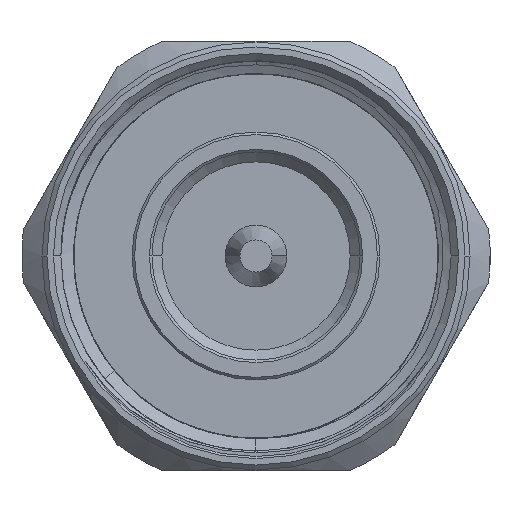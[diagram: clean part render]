
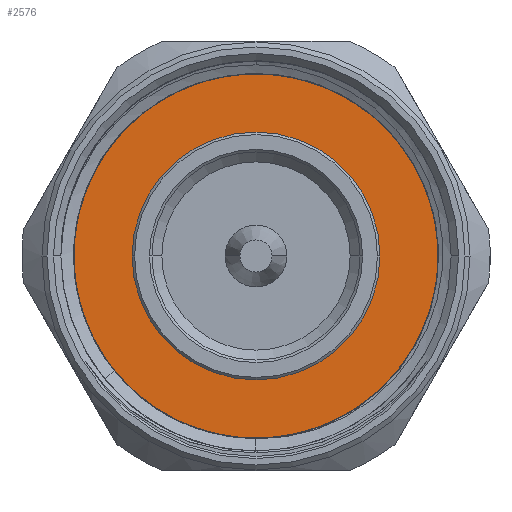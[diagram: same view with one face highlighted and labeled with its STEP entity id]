
A CAD part, left-side view. The second image highlights one B-rep face of the part: STEP entity #2576.
In plain terms, the highlighted planar face has unit normal (-1, 0, 0).
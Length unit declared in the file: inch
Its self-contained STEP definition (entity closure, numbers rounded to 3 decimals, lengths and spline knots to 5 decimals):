
#120 = LINE ( 'NONE', #4332, #3659 ) ;
#128 = CARTESIAN_POINT ( 'NONE',  ( 0.3317, 0., 0. ) ) ;
#142 = CARTESIAN_POINT ( 'NONE',  ( 0.3317, 0.36833, 0. ) ) ;
#232 = EDGE_CURVE ( 'NONE', #5295, #1965, #3452, .T. ) ;
#238 = DIRECTION ( 'NONE',  ( 1., 0., 0. ) ) ;
#327 = CARTESIAN_POINT ( 'NONE',  ( 0.3317, 0.28835, -0.24193 ) ) ;
#360 = CARTESIAN_POINT ( 'NONE',  ( 0.3317, 0.02643, -0.38387 ) ) ;
#390 = CARTESIAN_POINT ( 'NONE',  ( 0.3317, -0.24435, -0.30799 ) ) ;
#738 = CARTESIAN_POINT ( 'NONE',  ( 0.3317, 0., 0. ) ) ;
#762 = CARTESIAN_POINT ( 'NONE',  ( 0.3317, -0.14696, -0.36127 ) ) ;
#790 = CARTESIAN_POINT ( 'NONE',  ( 0.3317, 0.10823, -0.36857 ) ) ;
#856 = CARTESIAN_POINT ( 'NONE',  ( 0.3317, -0.16408, -0.3544 ) ) ;
#1027 = EDGE_CURVE ( 'NONE', #5510, #2585, #5913, .T. ) ;
#1167 = VERTEX_POINT ( 'NONE', #1368 ) ;
#1221 = CARTESIAN_POINT ( 'NONE',  ( 0.3317, 0.26397, -0.26976 ) ) ;
#1228 = CIRCLE ( 'NONE', #1535, 0.24999 ) ;
#1250 = CARTESIAN_POINT ( 'NONE',  ( 0.3317, 0.17602, -0.33744 ) ) ;
#1277 = CARTESIAN_POINT ( 'NONE',  ( 0.3317, 0., 0. ) ) ;
#1345 = CARTESIAN_POINT ( 'NONE',  ( 0.3317, -0.259, -0.29645 ) ) ;
#1368 = CARTESIAN_POINT ( 'NONE',  ( 0.3317, -0.27282, -0.28385 ) ) ;
#1380 = ORIENTED_EDGE ( 'NONE', *, *, #3254, .T. ) ;
#1479 = CIRCLE ( 'NONE', #4933, 0.3937 ) ;
#1535 = AXIS2_PLACEMENT_3D ( 'NONE', #738, #238, #1663 ) ;
#1663 = DIRECTION ( 'NONE',  ( 0., -1., 0. ) ) ;
#1723 = CARTESIAN_POINT ( 'NONE',  ( 0.3317, 0.36833, 0. ) ) ;
#1770 = AXIS2_PLACEMENT_3D ( 'NONE', #1277, #3698, #3193 ) ;
#1799 = EDGE_LOOP ( 'NONE', ( #2655, #1380, #4085, #3236 ) ) ;
#1811 = CARTESIAN_POINT ( 'NONE',  ( 0.3317, 0.35974, -0.0927 ) ) ;
#1943 = EDGE_CURVE ( 'NONE', #2585, #5510, #1228, .T. ) ;
#1965 = VERTEX_POINT ( 'NONE', #5960 ) ;
#2207 = CARTESIAN_POINT ( 'NONE',  ( 0.3317, -0.27282, -0.28385 ) ) ;
#2239 = CARTESIAN_POINT ( 'NONE',  ( 0.3317, -0.05683, -0.38319 ) ) ;
#2343 = DIRECTION ( 'NONE',  ( 0., -1., 0. ) ) ;
#2576 = ADVANCED_FACE ( 'NONE', ( #5720, #4826 ), #4729, .T. ) ;
#2585 = VERTEX_POINT ( 'NONE', #3305 ) ;
#2655 = ORIENTED_EDGE ( 'NONE', *, *, #5443, .T. ) ;
#2677 = CARTESIAN_POINT ( 'NONE',  ( 0.3317, 0.07264, -0.37827 ) ) ;
#2708 = CARTESIAN_POINT ( 'NONE',  ( 0.3317, 0.20734, -0.31787 ) ) ;
#2736 = CARTESIAN_POINT ( 'NONE',  ( 0.3317, -0.11165, -0.37259 ) ) ;
#2766 = CARTESIAN_POINT ( 'NONE',  ( 0.3317, -0.01075, -0.38563 ) ) ;
#2803 = CARTESIAN_POINT ( 'NONE',  ( 0.3317, 0., 0. ) ) ;
#3133 = CARTESIAN_POINT ( 'NONE',  ( 0.3317, 0.32839, -0.17951 ) ) ;
#3193 = DIRECTION ( 'NONE',  ( 0., -1., 0. ) ) ;
#3194 = VERTEX_POINT ( 'NONE', #142 ) ;
#3199 = CARTESIAN_POINT ( 'NONE',  ( 0.3317, -0.09337, -0.37703 ) ) ;
#3236 = ORIENTED_EDGE ( 'NONE', *, *, #232, .T. ) ;
#3250 = AXIS2_PLACEMENT_3D ( 'NONE', #128, #5789, #5764 ) ;
#3254 = EDGE_CURVE ( 'NONE', #3194, #1167, #4035, .T. ) ;
#3305 = CARTESIAN_POINT ( 'NONE',  ( 0.3317, -0.24999, 0. ) ) ;
#3400 = DIRECTION ( 'NONE',  ( -1., 0., 0. ) ) ;
#3452 = CIRCLE ( 'NONE', #3250, 0.3937 ) ;
#3611 = CARTESIAN_POINT ( 'NONE',  ( 0.3317, 0.36341, -0.07443 ) ) ;
#3659 = VECTOR ( 'NONE', #4911, 39.37008 ) ;
#3670 = CARTESIAN_POINT ( 'NONE',  ( 0.3317, -0.03846, -0.38495 ) ) ;
#3698 = DIRECTION ( 'NONE',  ( 1., 0., 0. ) ) ;
#3703 = CARTESIAN_POINT ( 'NONE',  ( 0.3317, -0.00149, -0.38553 ) ) ;
#4035 = B_SPLINE_CURVE_WITH_KNOTS ( 'NONE', 3,
 ( #1723, #5955, #4629, #3611, #1811, #5484, #5087, #3133, #4599, #6044, #327, #1221, #5988, #5020, #2708, #1250, #4992, #790, #2677, #360, #4563, #3703, #2766, #3670, #2239, #3199, #2736, #762, #856, #5581, #5114, #390, #1345, #2207 ),
 .UNSPECIFIED., .F., .F.,
 ( 4, 2, 2, 2, 2, 2, 2, 2, 2, 2, 2, 2, 2, 2, 2, 2, 4 ),
 ( 0., 0.00142, 0.00284, 0.00426, 0.00568, 0.0071, 0.00853, 0.00995, 0.01137, 0.01421, 0.01492, 0.01563, 0.01705, 0.01847, 0.01989, 0.02131, 0.02273 ),
 .UNSPECIFIED. ) ;
#4085 = ORIENTED_EDGE ( 'NONE', *, *, #5627, .T. ) ;
#4228 = DIRECTION ( 'NONE',  ( 0., -1., 0. ) ) ;
#4234 = CARTESIAN_POINT ( 'NONE',  ( 0.3317, 0., 0. ) ) ;
#4238 = CARTESIAN_POINT ( 'NONE',  ( 0.3317, -0.3937, 0. ) ) ;
#4332 = CARTESIAN_POINT ( 'NONE',  ( 0.3317, 0.3937, 0. ) ) ;
#4563 = CARTESIAN_POINT ( 'NONE',  ( 0.3317, 0.01709, -0.38465 ) ) ;
#4599 = CARTESIAN_POINT ( 'NONE',  ( 0.3317, 0.31944, -0.19606 ) ) ;
#4629 = CARTESIAN_POINT ( 'NONE',  ( 0.3317, 0.36797, -0.03733 ) ) ;
#4729 = PLANE ( 'NONE',  #5251 ) ;
#4826 = FACE_BOUND ( 'NONE', #5552, .T. ) ;
#4911 = DIRECTION ( 'NONE',  ( 0., -1., 0. ) ) ;
#4933 = AXIS2_PLACEMENT_3D ( 'NONE', #2803, #5184, #4228 ) ;
#4992 = CARTESIAN_POINT ( 'NONE',  ( 0.3317, 0.15955, -0.34614 ) ) ;
#5020 = CARTESIAN_POINT ( 'NONE',  ( 0.3317, 0.22225, -0.30698 ) ) ;
#5027 = CARTESIAN_POINT ( 'NONE',  ( 0.3317, 0.24999, 0. ) ) ;
#5087 = CARTESIAN_POINT ( 'NONE',  ( 0.3317, 0.34356, -0.14563 ) ) ;
#5114 = CARTESIAN_POINT ( 'NONE',  ( 0.3317, -0.21342, -0.32895 ) ) ;
#5184 = DIRECTION ( 'NONE',  ( -1., 0., 0. ) ) ;
#5251 = AXIS2_PLACEMENT_3D ( 'NONE', #4234, #3400, #2343 ) ;
#5295 = VERTEX_POINT ( 'NONE', #4238 ) ;
#5411 = ORIENTED_EDGE ( 'NONE', *, *, #1943, .T. ) ;
#5443 = EDGE_CURVE ( 'NONE', #1965, #3194, #120, .T. ) ;
#5484 = CARTESIAN_POINT ( 'NONE',  ( 0.3317, 0.34982, -0.12826 ) ) ;
#5510 = VERTEX_POINT ( 'NONE', #5027 ) ;
#5552 = EDGE_LOOP ( 'NONE', ( #5411, #5728 ) ) ;
#5581 = CARTESIAN_POINT ( 'NONE',  ( 0.3317, -0.19728, -0.33825 ) ) ;
#5627 = EDGE_CURVE ( 'NONE', #1167, #5295, #1479, .T. ) ;
#5720 = FACE_OUTER_BOUND ( 'NONE', #1799, .T. ) ;
#5728 = ORIENTED_EDGE ( 'NONE', *, *, #1027, .T. ) ;
#5764 = DIRECTION ( 'NONE',  ( 0., -1., 0. ) ) ;
#5789 = DIRECTION ( 'NONE',  ( -1., 0., 0. ) ) ;
#5913 = CIRCLE ( 'NONE', #1770, 0.24999 ) ;
#5955 = CARTESIAN_POINT ( 'NONE',  ( 0.3317, 0.36886, -0.01871 ) ) ;
#5960 = CARTESIAN_POINT ( 'NONE',  ( 0.3317, 0.3937, 0. ) ) ;
#5988 = CARTESIAN_POINT ( 'NONE',  ( 0.3317, 0.25057, -0.28294 ) ) ;
#6044 = CARTESIAN_POINT ( 'NONE',  ( 0.3317, 0.29945, -0.22719 ) ) ;
